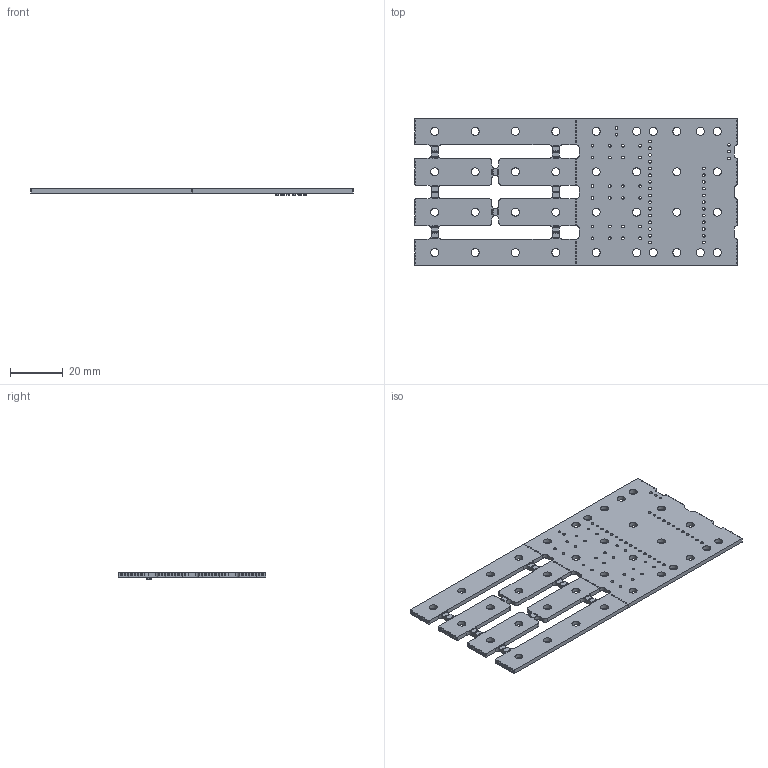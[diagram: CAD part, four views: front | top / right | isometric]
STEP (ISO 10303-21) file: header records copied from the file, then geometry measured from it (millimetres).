
FILE_DESCRIPTION(('KiCad electronic assembly'),'2;1');
FILE_NAME('ultim_bus_snapped.stp','2018-01-19T22:19:29',('An Author'),( 'A Company'),'Open CASCADE STEP processor 6.8', 'KiCad to STEP converter','Unknown');
FILE_SCHEMA(('AUTOMOTIVE_DESIGN_CC2 { 1 2 10303 214 -1 1 5 4 }'));
Length unit declared in the file: millimetre
Products named in the file (4): Open CASCADE STEP translator 6.8 1; r_0805; COMPOUND
Assembly tree (8 placements, depth 3):
  Open CASCADE STEP translator 6.8 1
    r_0805  x6
      COMPOUND
    COMPOUND
Bounding box: 121.92 x 55.88 x 2.43 mm (x, y, z)
Volume: 8910.3 mm3; surface area: 13514.4 mm2
Topology: 7 solids, 7 shells, 1007 faces, 2679 edges, 1674 vertices
Faces by surface type: cylinder 469, plane 280, bspline 210, sphere 48
Full cylindrical faces by diameter (mm): 0.5 x94, 1.016 x57, 3.048 x36
Entity records: 49436 total; most frequent: CARTESIAN_POINT 18422, DIRECTION 5283, ORIENTED_EDGE 3202, PCURVE 3202, DEFINITIONAL_REPRESENTATION 3202, LINE 2761, VECTOR 2761, EDGE_CURVE 1601
